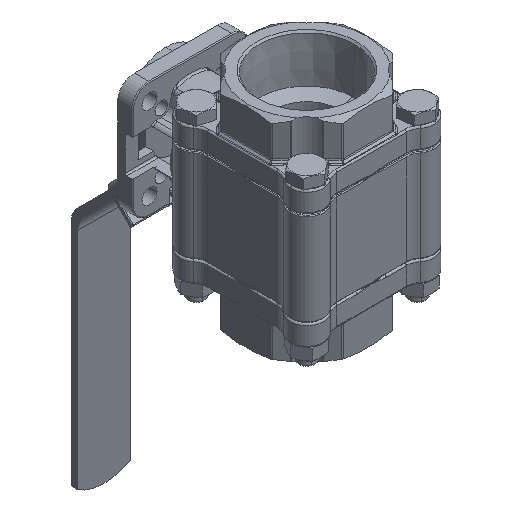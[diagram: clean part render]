
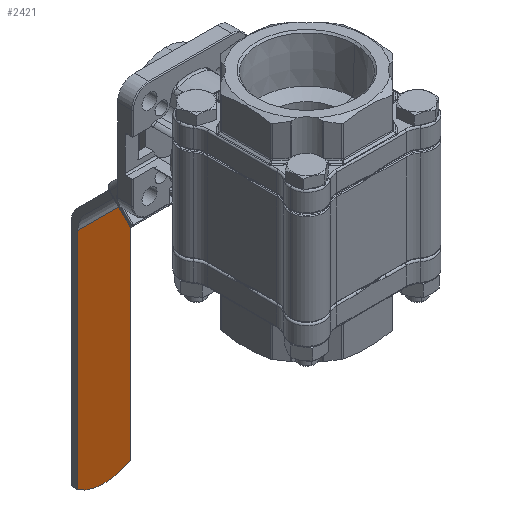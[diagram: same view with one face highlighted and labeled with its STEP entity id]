
A CAD part, isometric view. The second image highlights one B-rep face of the part: STEP entity #2421.
In plain terms, the highlighted planar face has unit normal (0, -1, 0).
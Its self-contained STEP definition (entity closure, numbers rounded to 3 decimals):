
#2188 = VERTEX_POINT ( 'NONE', #9763 ) ;
#2194 = VERTEX_POINT ( 'NONE', #9820 ) ;
#2210 = EDGE_CURVE ( 'NONE', #2188, #2194, #9799, .T. ) ;
#2269 = VERTEX_POINT ( 'NONE', #9942 ) ;
#2270 = VERTEX_POINT ( 'NONE', #9941 ) ;
#2307 = EDGE_CURVE ( 'NONE', #2270, #2269, #10018, .T. ) ;
#2421 = ADVANCED_FACE ( 'NONE', ( #10206 ), #10201, .F. ) ;
#2437 = EDGE_CURVE ( 'NONE', #2188, #2270, #10239, .T. ) ;
#2503 = ORIENTED_EDGE ( 'NONE', *, *, #2307, .T. ) ;
#2504 = ORIENTED_EDGE ( 'NONE', *, *, #2528, .T. ) ;
#2528 = EDGE_CURVE ( 'NONE', #2269, #2194, #10394, .T. ) ;
#2529 = ORIENTED_EDGE ( 'NONE', *, *, #2210, .F. ) ;
#2543 = ORIENTED_EDGE ( 'NONE', *, *, #2437, .T. ) ;
#9763 = CARTESIAN_POINT ( 'NONE',  ( 73.213, 39., 16. ) ) ;
#9796 = DIRECTION ( 'NONE',  ( 1., 0., 0. ) ) ;
#9797 = VECTOR ( 'NONE', #9796, 1000. ) ;
#9798 = CARTESIAN_POINT ( 'NONE',  ( 213., 39., 16. ) ) ;
#9799 = LINE ( 'NONE', #9798, #9797 ) ;
#9820 = CARTESIAN_POINT ( 'NONE',  ( 208.377, 39., 16. ) ) ;
#9941 = CARTESIAN_POINT ( 'NONE',  ( 73.213, 39., -16. ) ) ;
#9942 = CARTESIAN_POINT ( 'NONE',  ( 208.377, 39., -16. ) ) ;
#10015 = DIRECTION ( 'NONE',  ( 1., 0., 0. ) ) ;
#10016 = VECTOR ( 'NONE', #10015, 1000. ) ;
#10017 = CARTESIAN_POINT ( 'NONE',  ( 213., 39., -16. ) ) ;
#10018 = LINE ( 'NONE', #10017, #10016 ) ;
#10197 = DIRECTION ( 'NONE',  ( -1., 0., 0. ) ) ;
#10198 = DIRECTION ( 'NONE',  ( 0., 1., 0. ) ) ;
#10199 = AXIS2_PLACEMENT_3D ( 'NONE', #10200, #10198, #10197 ) ;
#10200 = CARTESIAN_POINT ( 'NONE',  ( 213., 39., 16. ) ) ;
#10201 = PLANE ( 'NONE',  #10199 ) ;
#10206 = FACE_OUTER_BOUND ( 'NONE', #21373, .T. ) ;
#10236 = DIRECTION ( 'NONE',  ( 0., 0., -1. ) ) ;
#10237 = VECTOR ( 'NONE', #10236, 1000. ) ;
#10238 = CARTESIAN_POINT ( 'NONE',  ( 73.213, 39., 16. ) ) ;
#10239 = LINE ( 'NONE', #10238, #10237 ) ;
#10390 = DIRECTION ( 'NONE',  ( -1., 0., 0. ) ) ;
#10391 = DIRECTION ( 'NONE',  ( 0., -1., 0. ) ) ;
#10392 = CARTESIAN_POINT ( 'NONE',  ( 183., 39., 0. ) ) ;
#10393 = AXIS2_PLACEMENT_3D ( 'NONE', #10392, #10391, #10390 ) ;
#10394 = CIRCLE ( 'NONE', #10393, 30. ) ;
#21373 = EDGE_LOOP ( 'NONE', ( #2503, #2504, #2529, #2543 ) ) ;
